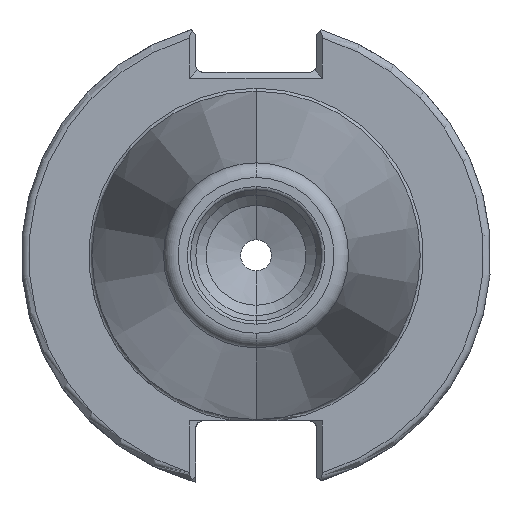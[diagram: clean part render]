
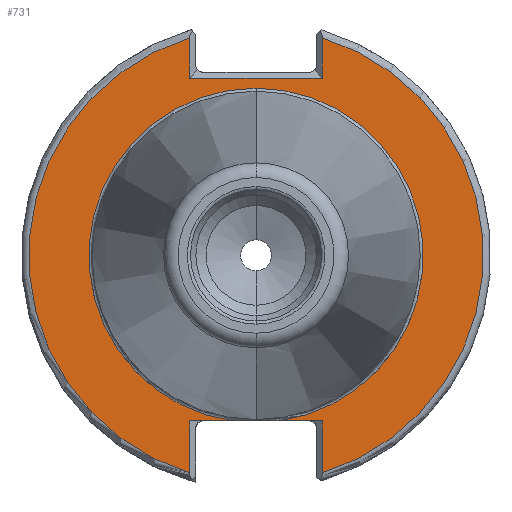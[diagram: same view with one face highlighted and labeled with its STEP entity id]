
A CAD part, left-side view. The second image highlights one B-rep face of the part: STEP entity #731.
In plain terms, the highlighted planar face has unit normal (-1, 0, 0).
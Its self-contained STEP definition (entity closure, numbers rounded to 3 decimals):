
#544 = CARTESIAN_POINT ( 'NONE',  ( -76.82, -8.99, 24. ) ) ;
#597 = AXIS2_PLACEMENT_3D ( 'NONE', #3950, #3955, #3958 ) ;
#623 = AXIS2_PLACEMENT_3D ( 'NONE', #3669, #3671, #3674 ) ;
#625 = AXIS2_PLACEMENT_3D ( 'NONE', #3639, #3644, #3647 ) ;
#731 = ADVANCED_FACE ( 'NONE', ( #1548 ), #1746, .F. ) ;
#859 = AXIS2_PLACEMENT_3D ( 'NONE', #3063, #2759, #2817 ) ;
#1435 = CARTESIAN_POINT ( 'NONE',  ( -76.82, -8.99, 29.433 ) ) ;
#1504 = CARTESIAN_POINT ( 'NONE',  ( -76.82, -8.99, -29.433 ) ) ;
#1548 = FACE_OUTER_BOUND ( 'NONE', #2956, .T. ) ;
#1683 = DIRECTION ( 'NONE',  ( 0., 0., -1. ) ) ;
#1701 = DIRECTION ( 'NONE',  ( 1., 0., 0. ) ) ;
#1729 = CARTESIAN_POINT ( 'NONE',  ( -76.82, 0., 0. ) ) ;
#1746 = PLANE ( 'NONE',  #3016 ) ;
#2068 = VERTEX_POINT ( 'NONE', #3165 ) ;
#2075 = CARTESIAN_POINT ( 'NONE',  ( -76.82, 0., 22.625 ) ) ;
#2256 = CARTESIAN_POINT ( 'NONE',  ( -76.82, 8.99, 24. ) ) ;
#2336 = VERTEX_POINT ( 'NONE', #2649 ) ;
#2370 = VERTEX_POINT ( 'NONE', #2626 ) ;
#2626 = CARTESIAN_POINT ( 'NONE',  ( -76.82, 8.99, 29.433 ) ) ;
#2638 = VERTEX_POINT ( 'NONE', #2256 ) ;
#2649 = CARTESIAN_POINT ( 'NONE',  ( -76.82, -3.112, -22.41 ) ) ;
#2759 = DIRECTION ( 'NONE',  ( -1., 0., 0. ) ) ;
#2817 = DIRECTION ( 'NONE',  ( 0., 0., 1. ) ) ;
#2956 = EDGE_LOOP ( 'NONE', ( #4029, #4030, #4033, #4034, #4037, #4041, #4053, #4056, #4061, #4068, #4075 ) ) ;
#3016 = AXIS2_PLACEMENT_3D ( 'NONE', #1729, #1701, #1683 ) ;
#3063 = CARTESIAN_POINT ( 'NONE',  ( -76.82, 0., 0. ) ) ;
#3146 = VERTEX_POINT ( 'NONE', #1504 ) ;
#3165 = CARTESIAN_POINT ( 'NONE',  ( -76.82, -8.99, -22.41 ) ) ;
#3190 = VERTEX_POINT ( 'NONE', #1435 ) ;
#3424 = CARTESIAN_POINT ( 'NONE',  ( -76.82, 8.99, 30.701 ) ) ;
#3447 = DIRECTION ( 'NONE',  ( 0., 0., 1. ) ) ;
#3496 = VERTEX_POINT ( 'NONE', #544 ) ;
#3558 = CARTESIAN_POINT ( 'NONE',  ( -76.82, 3.112, -22.41 ) ) ;
#3628 = DIRECTION ( 'NONE',  ( 0., 0., 1. ) ) ;
#3639 = CARTESIAN_POINT ( 'NONE',  ( -76.82, 0., 0. ) ) ;
#3644 = DIRECTION ( 'NONE',  ( -1., 0., 0. ) ) ;
#3647 = DIRECTION ( 'NONE',  ( 0., 0., 1. ) ) ;
#3652 = CARTESIAN_POINT ( 'NONE',  ( -76.82, 8.99, 0. ) ) ;
#3657 = CARTESIAN_POINT ( 'NONE',  ( -76.82, -8.19, -22.41 ) ) ;
#3663 = DIRECTION ( 'NONE',  ( 0., -1., 0. ) ) ;
#3669 = CARTESIAN_POINT ( 'NONE',  ( -76.82, 0., 0. ) ) ;
#3671 = DIRECTION ( 'NONE',  ( -1., 0., 0. ) ) ;
#3674 = DIRECTION ( 'NONE',  ( 0., 0., -1. ) ) ;
#3686 = CARTESIAN_POINT ( 'NONE',  ( -76.82, -8.19, -22.41 ) ) ;
#3691 = CARTESIAN_POINT ( 'NONE',  ( -76.82, 8.99, -29.433 ) ) ;
#3696 = DIRECTION ( 'NONE',  ( 0., -1., 0. ) ) ;
#3755 = EDGE_CURVE ( 'NONE', #4529, #4044, #4486, .T. ) ;
#3800 = CARTESIAN_POINT ( 'NONE',  ( -76.82, -8.99, 24.8 ) ) ;
#3831 = VERTEX_POINT ( 'NONE', #3691 ) ;
#3833 = CARTESIAN_POINT ( 'NONE',  ( -76.82, -8.99, 0. ) ) ;
#3854 = VERTEX_POINT ( 'NONE', #4124 ) ;
#3860 = DIRECTION ( 'NONE',  ( 0., 0., -1. ) ) ;
#3940 = DIRECTION ( 'NONE',  ( 0., 0., -1. ) ) ;
#3950 = CARTESIAN_POINT ( 'NONE',  ( -76.82, 0., 0. ) ) ;
#3955 = DIRECTION ( 'NONE',  ( -1., 0., 0. ) ) ;
#3958 = DIRECTION ( 'NONE',  ( 0., 0., -1. ) ) ;
#3989 = EDGE_CURVE ( 'NONE', #2638, #2370, #4343, .T. ) ;
#4029 = ORIENTED_EDGE ( 'NONE', *, *, #3989, .T. ) ;
#4030 = ORIENTED_EDGE ( 'NONE', *, *, #4046, .T. ) ;
#4033 = ORIENTED_EDGE ( 'NONE', *, *, #4049, .T. ) ;
#4034 = ORIENTED_EDGE ( 'NONE', *, *, #4052, .T. ) ;
#4037 = ORIENTED_EDGE ( 'NONE', *, *, #3755, .F. ) ;
#4039 = EDGE_CURVE ( 'NONE', #2336, #4529, #4288, .T. ) ;
#4041 = ORIENTED_EDGE ( 'NONE', *, *, #4039, .F. ) ;
#4044 = VERTEX_POINT ( 'NONE', #3558 ) ;
#4046 = EDGE_CURVE ( 'NONE', #2370, #3831, #4293, .T. ) ;
#4049 = EDGE_CURVE ( 'NONE', #3831, #3854, #4282, .T. ) ;
#4052 = EDGE_CURVE ( 'NONE', #3854, #4044, #4278, .T. ) ;
#4053 = ORIENTED_EDGE ( 'NONE', *, *, #4058, .T. ) ;
#4056 = ORIENTED_EDGE ( 'NONE', *, *, #4090, .T. ) ;
#4058 = EDGE_CURVE ( 'NONE', #2336, #2068, #4283, .T. ) ;
#4059 = DIRECTION ( 'NONE',  ( 0., 1., 0. ) ) ;
#4061 = ORIENTED_EDGE ( 'NONE', *, *, #4115, .T. ) ;
#4067 = CARTESIAN_POINT ( 'NONE',  ( -76.82, 0., 24. ) ) ;
#4068 = ORIENTED_EDGE ( 'NONE', *, *, #4123, .T. ) ;
#4075 = ORIENTED_EDGE ( 'NONE', *, *, #4156, .T. ) ;
#4090 = EDGE_CURVE ( 'NONE', #2068, #3146, #4228, .T. ) ;
#4115 = EDGE_CURVE ( 'NONE', #3146, #3190, #4223, .T. ) ;
#4123 = EDGE_CURVE ( 'NONE', #3190, #3496, #4232, .T. ) ;
#4124 = CARTESIAN_POINT ( 'NONE',  ( -76.82, 8.99, -22.41 ) ) ;
#4156 = EDGE_CURVE ( 'NONE', #3496, #2638, #4192, .T. ) ;
#4192 = LINE ( 'NONE', #4067, #4198 ) ;
#4198 = VECTOR ( 'NONE', #4059, 1000. ) ;
#4205 = VECTOR ( 'NONE', #3940, 1000. ) ;
#4223 = CIRCLE ( 'NONE', #597, 30.775 ) ;
#4226 = VECTOR ( 'NONE', #3860, 1000. ) ;
#4228 = LINE ( 'NONE', #3833, #4226 ) ;
#4232 = LINE ( 'NONE', #3800, #4205 ) ;
#4245 = VECTOR ( 'NONE', #3663, 1000. ) ;
#4255 = VECTOR ( 'NONE', #3696, 1000. ) ;
#4272 = VECTOR ( 'NONE', #3628, 1000. ) ;
#4278 = LINE ( 'NONE', #3686, #4255 ) ;
#4282 = LINE ( 'NONE', #3652, #4272 ) ;
#4283 = LINE ( 'NONE', #3657, #4245 ) ;
#4288 = CIRCLE ( 'NONE', #625, 22.625 ) ;
#4293 = CIRCLE ( 'NONE', #623, 30.775 ) ;
#4318 = VECTOR ( 'NONE', #3447, 1000. ) ;
#4343 = LINE ( 'NONE', #3424, #4318 ) ;
#4486 = CIRCLE ( 'NONE', #859, 22.625 ) ;
#4529 = VERTEX_POINT ( 'NONE', #2075 ) ;
